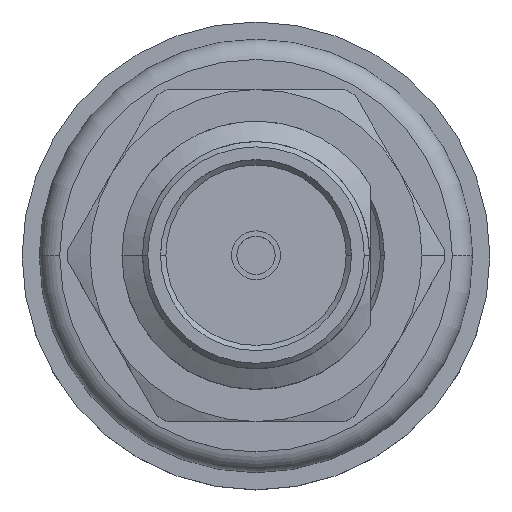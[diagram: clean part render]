
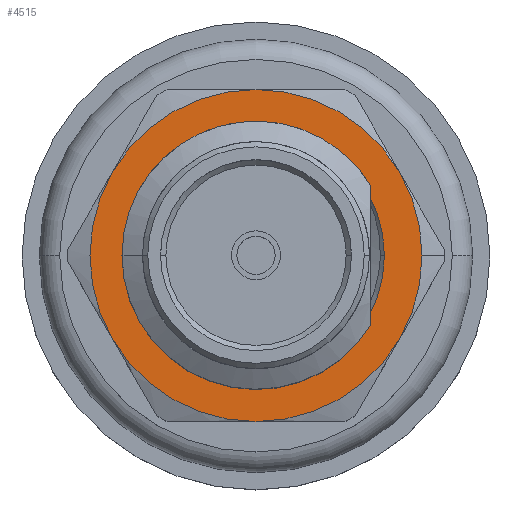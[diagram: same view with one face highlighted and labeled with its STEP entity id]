
A CAD part, top view. The second image highlights one B-rep face of the part: STEP entity #4515.
In plain terms, the highlighted planar face has unit normal (0, 0, 1).
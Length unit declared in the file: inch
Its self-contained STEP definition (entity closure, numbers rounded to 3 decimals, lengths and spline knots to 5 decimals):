
#12 = VERTEX_POINT ( 'NONE', #3698 ) ;
#25 = B_SPLINE_CURVE_WITH_KNOTS ( 'NONE', 3,
 ( #16348, #13883, #4236, #12374, #9625, #8141, #6977, #13539 ),
 .UNSPECIFIED., .F., .F.,
 ( 4, 2, 2, 4 ),
 ( 0.00139, 0.0018, 0.00221, 0.00303 ),
 .UNSPECIFIED. ) ;
#59 = EDGE_CURVE ( 'NONE', #426, #12, #8385, .T. ) ;
#300 = DIRECTION ( 'NONE',  ( 0., 0., -1. ) ) ;
#426 = VERTEX_POINT ( 'NONE', #16011 ) ;
#492 = AXIS2_PLACEMENT_3D ( 'NONE', #14918, #7125, #5537 ) ;
#579 = CARTESIAN_POINT ( 'NONE',  ( -0.01716, 0.12295, 0.185 ) ) ;
#601 = CARTESIAN_POINT ( 'NONE',  ( 0.13553, 0.07825, 0.185 ) ) ;
#617 = VERTEX_POINT ( 'NONE', #601 ) ;
#936 = ORIENTED_EDGE ( 'NONE', *, *, #1653, .T. ) ;
#1036 = EDGE_CURVE ( 'NONE', #16927, #617, #2497, .T. ) ;
#1108 = CARTESIAN_POINT ( 'NONE',  ( 0., 0., 0.185 ) ) ;
#1212 = ORIENTED_EDGE ( 'NONE', *, *, #1036, .T. ) ;
#1328 = CARTESIAN_POINT ( 'NONE',  ( 0., -0.1565, 0.185 ) ) ;
#1437 = CARTESIAN_POINT ( 'NONE',  ( 0., 0., 0.185 ) ) ;
#1653 = EDGE_CURVE ( 'NONE', #13062, #16927, #3910, .T. ) ;
#1911 = EDGE_LOOP ( 'NONE', ( #14207, #2047, #15267, #11789, #11831 ) ) ;
#2047 = ORIENTED_EDGE ( 'NONE', *, *, #16402, .T. ) ;
#2361 = CIRCLE ( 'NONE', #9411, 0.12102 ) ;
#2497 = CIRCLE ( 'NONE', #492, 0.1565 ) ;
#2548 = CARTESIAN_POINT ( 'NONE',  ( 0., 0.1565, 0.185 ) ) ;
#2638 = VERTEX_POINT ( 'NONE', #2548 ) ;
#3245 = CARTESIAN_POINT ( 'NONE',  ( 0.01388, 0.12132, 0.185 ) ) ;
#3285 = DIRECTION ( 'NONE',  ( 1., 0., 0. ) ) ;
#3302 = CIRCLE ( 'NONE', #3874, 0.1565 ) ;
#3413 = ORIENTED_EDGE ( 'NONE', *, *, #16212, .T. ) ;
#3698 = CARTESIAN_POINT ( 'NONE',  ( -0.11124, 0.05701, 0.185 ) ) ;
#3874 = AXIS2_PLACEMENT_3D ( 'NONE', #12415, #4546, #11265 ) ;
#3910 = CIRCLE ( 'NONE', #16887, 0.1565 ) ;
#3965 = CARTESIAN_POINT ( 'NONE',  ( 0., 0., 0.185 ) ) ;
#4236 = CARTESIAN_POINT ( 'NONE',  ( -0.12168, 0.00431, 0.185 ) ) ;
#4241 = ORIENTED_EDGE ( 'NONE', *, *, #17343, .T. ) ;
#4270 = EDGE_CURVE ( 'NONE', #617, #2638, #3302, .T. ) ;
#4495 = VERTEX_POINT ( 'NONE', #5336 ) ;
#4515 = ADVANCED_FACE ( 'NONE', ( #14882, #17371 ), #10552, .T. ) ;
#4546 = DIRECTION ( 'NONE',  ( 0., 0., 1. ) ) ;
#4657 = CARTESIAN_POINT ( 'NONE',  ( 0.02381, 0.11865, 0.185 ) ) ;
#4901 = EDGE_LOOP ( 'NONE', ( #936, #1212, #9184, #3413, #12660, #4241, #15017 ) ) ;
#4911 = DIRECTION ( 'NONE',  ( 0., 0., 1. ) ) ;
#4997 = CARTESIAN_POINT ( 'NONE',  ( -0.12085, -0.00644, 0.185 ) ) ;
#5336 = CARTESIAN_POINT ( 'NONE',  ( 0.12102, 0., 0.185 ) ) ;
#5434 = DIRECTION ( 'NONE',  ( 1., 0., 0. ) ) ;
#5485 = AXIS2_PLACEMENT_3D ( 'NONE', #7381, #11539, #15525 ) ;
#5499 = AXIS2_PLACEMENT_3D ( 'NONE', #1108, #4911, #13138 ) ;
#5537 = DIRECTION ( 'NONE',  ( 1., 0., 0. ) ) ;
#6338 = CARTESIAN_POINT ( 'NONE',  ( 0.1565, 0., 0.185 ) ) ;
#6681 = DIRECTION ( 'NONE',  ( 0., 0., 1. ) ) ;
#6977 = CARTESIAN_POINT ( 'NONE',  ( -0.11559, 0.047, 0.185 ) ) ;
#7081 = EDGE_CURVE ( 'NONE', #8776, #13062, #12842, .T. ) ;
#7125 = DIRECTION ( 'NONE',  ( 0., 0., 1. ) ) ;
#7215 = B_SPLINE_CURVE_WITH_KNOTS ( 'NONE', 3,
 ( #11192, #8453, #579, #9774, #3245, #4657 ),
 .UNSPECIFIED., .F., .F.,
 ( 4, 2, 4 ),
 ( 0., 0.00078, 0.00157 ),
 .UNSPECIFIED. ) ;
#7287 = CARTESIAN_POINT ( 'NONE',  ( -0.13553, -0.07825, 0.185 ) ) ;
#7381 = CARTESIAN_POINT ( 'NONE',  ( 0., 0., 0.185 ) ) ;
#8141 = CARTESIAN_POINT ( 'NONE',  ( -0.11856, 0.03664, 0.185 ) ) ;
#8307 = CIRCLE ( 'NONE', #5485, 0.1565 ) ;
#8359 = AXIS2_PLACEMENT_3D ( 'NONE', #15431, #15253, #13847 ) ;
#8385 = CIRCLE ( 'NONE', #13757, 0.125 ) ;
#8453 = CARTESIAN_POINT ( 'NONE',  ( -0.02738, 0.12176, 0.185 ) ) ;
#8776 = VERTEX_POINT ( 'NONE', #1328 ) ;
#8807 = CARTESIAN_POINT ( 'NONE',  ( 0.02381, 0.11865, 0.185 ) ) ;
#9184 = ORIENTED_EDGE ( 'NONE', *, *, #4270, .T. ) ;
#9237 = CARTESIAN_POINT ( 'NONE',  ( 0.13553, -0.07825, 0.185 ) ) ;
#9411 = AXIS2_PLACEMENT_3D ( 'NONE', #13320, #11983, #13492 ) ;
#9625 = CARTESIAN_POINT ( 'NONE',  ( -0.12099, 0.0206, 0.185 ) ) ;
#9673 = DIRECTION ( 'NONE',  ( 1., 0., 0. ) ) ;
#9774 = CARTESIAN_POINT ( 'NONE',  ( 0.00347, 0.12275, 0.185 ) ) ;
#9795 = CIRCLE ( 'NONE', #13489, 0.1565 ) ;
#10091 = CIRCLE ( 'NONE', #8359, 0.1565 ) ;
#10347 = EDGE_CURVE ( 'NONE', #11759, #4495, #2361, .T. ) ;
#10552 = PLANE ( 'NONE',  #15164 ) ;
#10592 = VERTEX_POINT ( 'NONE', #7287 ) ;
#10731 = DIRECTION ( 'NONE',  ( 0., 0., 1. ) ) ;
#10800 = EDGE_CURVE ( 'NONE', #13038, #12, #25, .T. ) ;
#11001 = CARTESIAN_POINT ( 'NONE',  ( -0.13553, 0.07825, 0.185 ) ) ;
#11092 = CARTESIAN_POINT ( 'NONE',  ( 0., 0., 0.185 ) ) ;
#11192 = CARTESIAN_POINT ( 'NONE',  ( -0.0375, 0.11924, 0.185 ) ) ;
#11265 = DIRECTION ( 'NONE',  ( 1., 0., 0. ) ) ;
#11324 = DIRECTION ( 'NONE',  ( 0., 0., 1. ) ) ;
#11539 = DIRECTION ( 'NONE',  ( 0., 0., 1. ) ) ;
#11759 = VERTEX_POINT ( 'NONE', #8807 ) ;
#11789 = ORIENTED_EDGE ( 'NONE', *, *, #16058, .T. ) ;
#11831 = ORIENTED_EDGE ( 'NONE', *, *, #10800, .T. ) ;
#11983 = DIRECTION ( 'NONE',  ( 0., 0., -1. ) ) ;
#12263 = DIRECTION ( 'NONE',  ( 0., 0., 1. ) ) ;
#12374 = CARTESIAN_POINT ( 'NONE',  ( -0.12146, 0.01513, 0.185 ) ) ;
#12415 = CARTESIAN_POINT ( 'NONE',  ( 0., 0., 0.185 ) ) ;
#12438 = VERTEX_POINT ( 'NONE', #11001 ) ;
#12660 = ORIENTED_EDGE ( 'NONE', *, *, #12727, .T. ) ;
#12727 = EDGE_CURVE ( 'NONE', #12438, #10592, #8307, .T. ) ;
#12842 = CIRCLE ( 'NONE', #5499, 0.1565 ) ;
#13038 = VERTEX_POINT ( 'NONE', #4997 ) ;
#13062 = VERTEX_POINT ( 'NONE', #9237 ) ;
#13138 = DIRECTION ( 'NONE',  ( 1., 0., 0. ) ) ;
#13214 = AXIS2_PLACEMENT_3D ( 'NONE', #11092, #300, #9673 ) ;
#13320 = CARTESIAN_POINT ( 'NONE',  ( 0., 0., 0.185 ) ) ;
#13405 = CARTESIAN_POINT ( 'NONE',  ( 0., 0., 0.185 ) ) ;
#13489 = AXIS2_PLACEMENT_3D ( 'NONE', #3965, #12263, #14840 ) ;
#13492 = DIRECTION ( 'NONE',  ( 1., 0., 0. ) ) ;
#13539 = CARTESIAN_POINT ( 'NONE',  ( -0.11124, 0.05701, 0.185 ) ) ;
#13757 = AXIS2_PLACEMENT_3D ( 'NONE', #15492, #11324, #3285 ) ;
#13847 = DIRECTION ( 'NONE',  ( 1., 0., 0. ) ) ;
#13883 = CARTESIAN_POINT ( 'NONE',  ( -0.12145, -0.00108, 0.185 ) ) ;
#14207 = ORIENTED_EDGE ( 'NONE', *, *, #59, .F. ) ;
#14840 = DIRECTION ( 'NONE',  ( 1., 0., 0. ) ) ;
#14882 = FACE_OUTER_BOUND ( 'NONE', #4901, .T. ) ;
#14918 = CARTESIAN_POINT ( 'NONE',  ( 0., 0., 0.185 ) ) ;
#15017 = ORIENTED_EDGE ( 'NONE', *, *, #7081, .T. ) ;
#15164 = AXIS2_PLACEMENT_3D ( 'NONE', #1437, #10731, #16124 ) ;
#15253 = DIRECTION ( 'NONE',  ( 0., 0., 1. ) ) ;
#15267 = ORIENTED_EDGE ( 'NONE', *, *, #10347, .T. ) ;
#15431 = CARTESIAN_POINT ( 'NONE',  ( 0., 0., 0.185 ) ) ;
#15492 = CARTESIAN_POINT ( 'NONE',  ( 0., 0., 0.185 ) ) ;
#15525 = DIRECTION ( 'NONE',  ( 1., 0., 0. ) ) ;
#16011 = CARTESIAN_POINT ( 'NONE',  ( -0.0375, 0.11924, 0.185 ) ) ;
#16058 = EDGE_CURVE ( 'NONE', #4495, #13038, #17441, .T. ) ;
#16124 = DIRECTION ( 'NONE',  ( 1., 0., 0. ) ) ;
#16212 = EDGE_CURVE ( 'NONE', #2638, #12438, #9795, .T. ) ;
#16348 = CARTESIAN_POINT ( 'NONE',  ( -0.12085, -0.00644, 0.185 ) ) ;
#16402 = EDGE_CURVE ( 'NONE', #426, #11759, #7215, .T. ) ;
#16887 = AXIS2_PLACEMENT_3D ( 'NONE', #13405, #6681, #5434 ) ;
#16927 = VERTEX_POINT ( 'NONE', #6338 ) ;
#17343 = EDGE_CURVE ( 'NONE', #10592, #8776, #10091, .T. ) ;
#17371 = FACE_BOUND ( 'NONE', #1911, .T. ) ;
#17441 = CIRCLE ( 'NONE', #13214, 0.12102 ) ;
